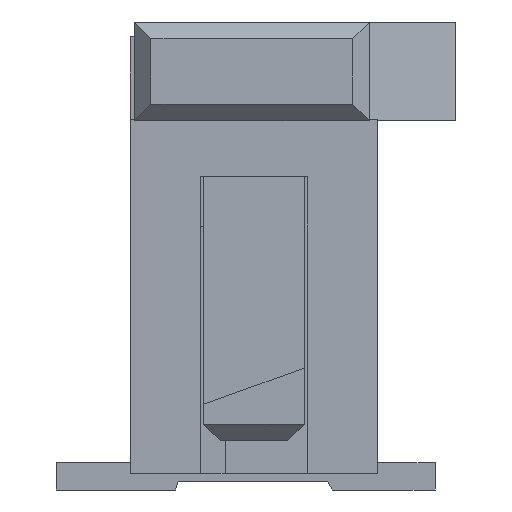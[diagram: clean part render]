
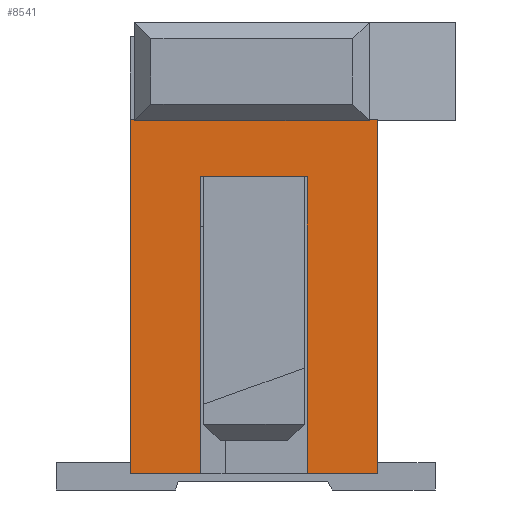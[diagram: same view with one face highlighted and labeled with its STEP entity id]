
A CAD part, left-side view. The second image highlights one B-rep face of the part: STEP entity #8541.
In plain terms, the highlighted planar face has unit normal (-1, 0, 0).
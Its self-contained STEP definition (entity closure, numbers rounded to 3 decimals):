
#229=FACE_OUTER_BOUND('',#671,.T.);
#671=EDGE_LOOP('',(#6297,#6298,#6299,#6300,#6301,#6302,#6303,#6304,#6305,
#6306,#6307,#6308));
#989=LINE('',#11387,#2229);
#1011=LINE('',#11435,#2251);
#1032=LINE('',#11479,#2272);
#1094=LINE('',#11603,#2334);
#1338=LINE('',#12083,#2578);
#1430=LINE('',#12268,#2670);
#1436=LINE('',#12280,#2676);
#1532=LINE('',#12462,#2772);
#1534=LINE('',#12467,#2774);
#1535=LINE('',#12469,#2775);
#1536=LINE('',#12471,#2776);
#1537=LINE('',#12472,#2777);
#2229=VECTOR('',#9301,0.1);
#2251=VECTOR('',#9333,0.05);
#2272=VECTOR('',#9358,0.02);
#2334=VECTOR('',#9434,2.85);
#2578=VECTOR('',#9756,4.3);
#2670=VECTOR('',#9908,0.85);
#2676=VECTOR('',#9914,0.85);
#2772=VECTOR('',#10034,0.02);
#2774=VECTOR('',#10042,4.3);
#2775=VECTOR('',#10043,3.6);
#2776=VECTOR('',#10044,1.3);
#2777=VECTOR('',#10045,3.6);
#3468=VERTEX_POINT('',#11383);
#3470=VERTEX_POINT('',#11386);
#3488=VERTEX_POINT('',#11428);
#3491=VERTEX_POINT('',#11433);
#3512=VERTEX_POINT('',#11477);
#3567=VERTEX_POINT('',#11601);
#3764=VERTEX_POINT('',#12082);
#3827=VERTEX_POINT('',#12267);
#3832=VERTEX_POINT('',#12277);
#3833=VERTEX_POINT('',#12279);
#3908=VERTEX_POINT('',#12468);
#3909=VERTEX_POINT('',#12470);
#4295=EDGE_CURVE('',#3470,#3468,#989,.T.);
#4317=EDGE_CURVE('',#3488,#3491,#1011,.T.);
#4338=EDGE_CURVE('',#3512,#3468,#1032,.T.);
#4400=EDGE_CURVE('',#3567,#3512,#1094,.T.);
#4646=EDGE_CURVE('',#3764,#3470,#1338,.T.);
#4738=EDGE_CURVE('',#3764,#3827,#1430,.T.);
#4744=EDGE_CURVE('',#3832,#3833,#1436,.T.);
#4841=EDGE_CURVE('',#3567,#3488,#1532,.T.);
#4843=EDGE_CURVE('',#3833,#3491,#1534,.T.);
#4844=EDGE_CURVE('',#3832,#3908,#1535,.T.);
#4845=EDGE_CURVE('',#3909,#3908,#1536,.T.);
#4846=EDGE_CURVE('',#3827,#3909,#1537,.T.);
#6297=ORIENTED_EDGE('',*,*,#4400,.F.);
#6298=ORIENTED_EDGE('',*,*,#4841,.T.);
#6299=ORIENTED_EDGE('',*,*,#4317,.T.);
#6300=ORIENTED_EDGE('',*,*,#4843,.F.);
#6301=ORIENTED_EDGE('',*,*,#4744,.F.);
#6302=ORIENTED_EDGE('',*,*,#4844,.T.);
#6303=ORIENTED_EDGE('',*,*,#4845,.F.);
#6304=ORIENTED_EDGE('',*,*,#4846,.F.);
#6305=ORIENTED_EDGE('',*,*,#4738,.F.);
#6306=ORIENTED_EDGE('',*,*,#4646,.T.);
#6307=ORIENTED_EDGE('',*,*,#4295,.T.);
#6308=ORIENTED_EDGE('',*,*,#4338,.F.);
#8133=PLANE('',#8971);
#8541=ADVANCED_FACE('',(#229),#8133,.T.);
#8971=AXIS2_PLACEMENT_3D('',#12466,#10040,#10041);
#9301=DIRECTION('',(0.,1.,0.));
#9333=DIRECTION('',(0.,1.,0.));
#9358=DIRECTION('',(0.,0.,1.));
#9434=DIRECTION('',(0.,-1.,0.));
#9756=DIRECTION('',(0.,0.,1.));
#9908=DIRECTION('',(0.,1.,0.));
#9914=DIRECTION('',(0.,1.,0.));
#10034=DIRECTION('',(0.,0.,1.));
#10040=DIRECTION('center_axis',(-1.,0.,0.));
#10041=DIRECTION('ref_axis',(0.,-1.,0.));
#10042=DIRECTION('',(0.,0.,1.));
#10043=DIRECTION('',(0.,0.,1.));
#10044=DIRECTION('',(0.,1.,0.));
#10045=DIRECTION('',(0.,0.,1.));
#11383=CARTESIAN_POINT('',(-10.3,-1.4,0.));
#11386=CARTESIAN_POINT('',(-10.3,-1.5,0.));
#11387=CARTESIAN_POINT('',(-10.3,-1.5,0.));
#11428=CARTESIAN_POINT('',(-10.3,1.45,0.));
#11433=CARTESIAN_POINT('',(-10.3,1.5,0.));
#11435=CARTESIAN_POINT('',(-10.3,1.45,0.));
#11477=CARTESIAN_POINT('',(-10.3,-1.4,-0.02));
#11479=CARTESIAN_POINT('',(-10.3,-1.4,-0.02));
#11601=CARTESIAN_POINT('',(-10.3,1.45,-0.02));
#11603=CARTESIAN_POINT('',(-10.3,1.45,-0.02));
#12082=CARTESIAN_POINT('',(-10.3,-1.5,-4.3));
#12083=CARTESIAN_POINT('',(-10.3,-1.5,-4.3));
#12267=CARTESIAN_POINT('',(-10.3,-0.65,-4.3));
#12268=CARTESIAN_POINT('',(-10.3,-1.5,-4.3));
#12277=CARTESIAN_POINT('',(-10.3,0.65,-4.3));
#12279=CARTESIAN_POINT('',(-10.3,1.5,-4.3));
#12280=CARTESIAN_POINT('',(-10.3,0.65,-4.3));
#12462=CARTESIAN_POINT('',(-10.3,1.45,-0.02));
#12466=CARTESIAN_POINT('Origin',(-10.3,1.5,0.));
#12467=CARTESIAN_POINT('',(-10.3,1.5,-4.3));
#12468=CARTESIAN_POINT('',(-10.3,0.65,-0.7));
#12469=CARTESIAN_POINT('',(-10.3,0.65,-4.3));
#12470=CARTESIAN_POINT('',(-10.3,-0.65,-0.7));
#12471=CARTESIAN_POINT('',(-10.3,-0.65,-0.7));
#12472=CARTESIAN_POINT('',(-10.3,-0.65,-4.3));
